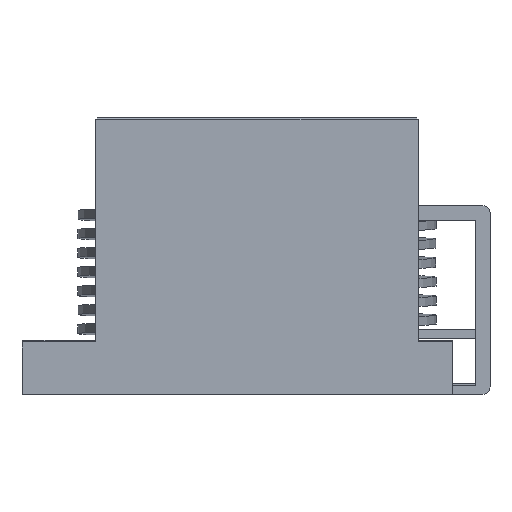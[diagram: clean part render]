
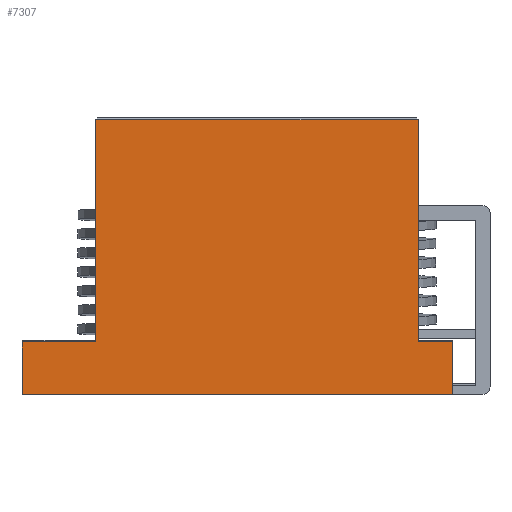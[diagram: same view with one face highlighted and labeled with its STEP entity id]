
A CAD part, left-side view. The second image highlights one B-rep face of the part: STEP entity #7307.
In plain terms, the highlighted planar face has unit normal (-1, 0, 0).
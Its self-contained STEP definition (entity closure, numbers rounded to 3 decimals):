
#89=LINE('',#9876,#642);
#159=LINE('',#10037,#712);
#168=LINE('',#10055,#721);
#169=LINE('',#10057,#722);
#170=LINE('',#10059,#723);
#171=LINE('',#10060,#724);
#172=LINE('',#10062,#725);
#173=LINE('',#10064,#726);
#642=VECTOR('',#7870,1000.);
#712=VECTOR('',#7990,1000.);
#721=VECTOR('',#8001,1000.);
#722=VECTOR('',#8002,1000.);
#723=VECTOR('',#8003,1000.);
#724=VECTOR('',#8004,1000.);
#725=VECTOR('',#8005,1000.);
#726=VECTOR('',#8006,1000.);
#1476=ORIENTED_EDGE('',*,*,#3047,.F.);
#1477=ORIENTED_EDGE('',*,*,#3048,.T.);
#1478=ORIENTED_EDGE('',*,*,#3049,.F.);
#1479=ORIENTED_EDGE('',*,*,#2958,.T.);
#1480=ORIENTED_EDGE('',*,*,#3050,.T.);
#1481=ORIENTED_EDGE('',*,*,#3051,.T.);
#1482=ORIENTED_EDGE('',*,*,#3052,.F.);
#1483=ORIENTED_EDGE('',*,*,#3038,.F.);
#2958=EDGE_CURVE('',#3752,#3753,#89,.T.);
#3038=EDGE_CURVE('',#3819,#3820,#159,.T.);
#3047=EDGE_CURVE('',#3828,#3819,#168,.T.);
#3048=EDGE_CURVE('',#3828,#3829,#169,.T.);
#3049=EDGE_CURVE('',#3752,#3829,#170,.T.);
#3050=EDGE_CURVE('',#3753,#3830,#171,.T.);
#3051=EDGE_CURVE('',#3830,#3831,#172,.T.);
#3052=EDGE_CURVE('',#3820,#3831,#173,.T.);
#3752=VERTEX_POINT('',#9873);
#3753=VERTEX_POINT('',#9875);
#3819=VERTEX_POINT('',#10036);
#3820=VERTEX_POINT('',#10038);
#3828=VERTEX_POINT('',#10056);
#3829=VERTEX_POINT('',#10058);
#3830=VERTEX_POINT('',#10061);
#3831=VERTEX_POINT('',#10063);
#4367=EDGE_LOOP('',(#1476,#1477,#1478,#1479,#1480,#1481,#1482,#1483));
#4692=FACE_BOUND('',#4367,.T.);
#4996=PLANE('',#7616);
#7307=ADVANCED_FACE('',(#4692),#4996,.F.);
#7616=AXIS2_PLACEMENT_3D('',#10054,#7999,#8000);
#7870=DIRECTION('',(0.,1.,0.));
#7990=DIRECTION('',(0.,1.,0.));
#7999=DIRECTION('',(1.,0.,0.));
#8000=DIRECTION('',(0.,0.,-1.));
#8001=DIRECTION('',(0.,0.,-1.));
#8002=DIRECTION('',(0.,1.,0.));
#8003=DIRECTION('',(0.,0.,-1.));
#8004=DIRECTION('',(0.,0.,-1.));
#8005=DIRECTION('',(0.,1.,0.));
#8006=DIRECTION('',(0.,0.,1.));
#9873=CARTESIAN_POINT('',(-13.1,-9.,12.2));
#9875=CARTESIAN_POINT('',(-13.1,9.,12.2));
#9876=CARTESIAN_POINT('',(-13.1,0.,12.2));
#10036=CARTESIAN_POINT('',(-13.1,-10.9,-3.11));
#10037=CARTESIAN_POINT('',(-13.1,-13.1,-3.11));
#10038=CARTESIAN_POINT('',(-13.1,13.1,-3.11));
#10054=CARTESIAN_POINT('',(-13.1,9.,12.5));
#10055=CARTESIAN_POINT('',(-13.1,-10.9,-3.11));
#10056=CARTESIAN_POINT('',(-13.1,-10.9,-0.2));
#10057=CARTESIAN_POINT('',(-13.1,9.,-0.2));
#10058=CARTESIAN_POINT('',(-13.1,-9.,-0.2));
#10059=CARTESIAN_POINT('',(-13.1,-9.,12.5));
#10060=CARTESIAN_POINT('',(-13.1,9.,12.5));
#10061=CARTESIAN_POINT('',(-13.1,9.,-0.2));
#10062=CARTESIAN_POINT('',(-13.1,9.,-0.2));
#10063=CARTESIAN_POINT('',(-13.1,13.1,-0.2));
#10064=CARTESIAN_POINT('',(-13.1,13.1,-3.11));
